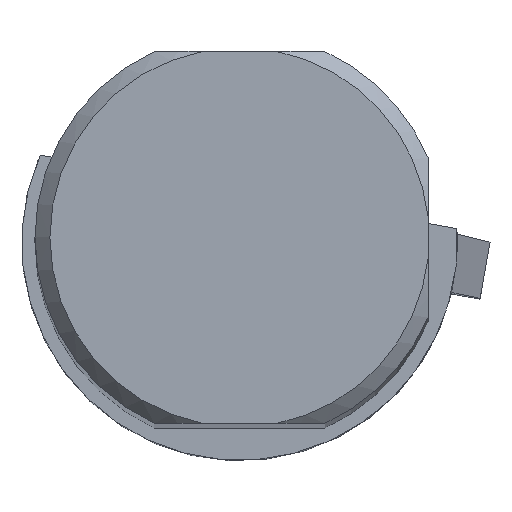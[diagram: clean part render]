
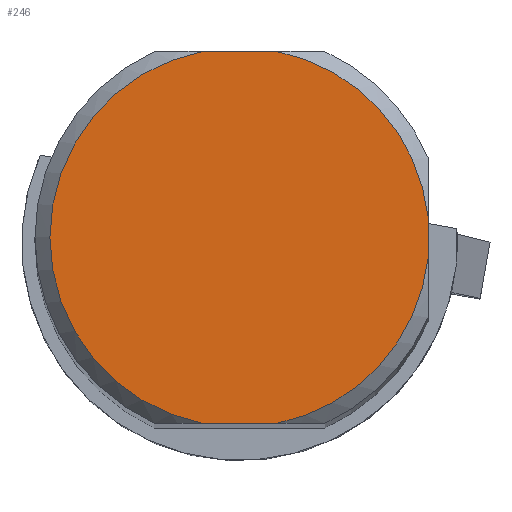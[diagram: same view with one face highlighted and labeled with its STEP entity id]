
A CAD part, top view. The second image highlights one B-rep face of the part: STEP entity #246.
In plain terms, the highlighted planar face has unit normal (0, 0, 1).
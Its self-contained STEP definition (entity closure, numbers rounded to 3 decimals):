
#74=PLANE('',#868);
#102=LINE('',#1211,#173);
#103=LINE('',#1213,#174);
#104=LINE('',#1214,#175);
#173=VECTOR('',#960,1.);
#174=VECTOR('',#961,1.);
#175=VECTOR('',#962,1.);
#246=ADVANCED_FACE('',(#294),#74,.F.);
#294=FACE_OUTER_BOUND('',#338,.T.);
#338=EDGE_LOOP('',(#396,#397,#398,#399,#400,#401));
#396=ORIENTED_EDGE('',*,*,#700,.T.);
#397=ORIENTED_EDGE('',*,*,#698,.T.);
#398=ORIENTED_EDGE('',*,*,#701,.T.);
#399=ORIENTED_EDGE('',*,*,#694,.T.);
#400=ORIENTED_EDGE('',*,*,#702,.T.);
#401=ORIENTED_EDGE('',*,*,#703,.T.);
#618=VERTEX_POINT('',#1188);
#619=VERTEX_POINT('',#1190);
#622=VERTEX_POINT('',#1203);
#623=VERTEX_POINT('',#1205);
#624=VERTEX_POINT('',#1212);
#625=VERTEX_POINT('',#1215);
#694=EDGE_CURVE('',#619,#618,#807,.T.);
#698=EDGE_CURVE('',#623,#622,#809,.T.);
#700=EDGE_CURVE('',#624,#623,#102,.T.);
#701=EDGE_CURVE('',#622,#619,#103,.T.);
#702=EDGE_CURVE('',#618,#625,#104,.T.);
#703=EDGE_CURVE('',#625,#624,#810,.T.);
#807=CIRCLE('',#862,20.6);
#809=CIRCLE('',#865,20.6);
#810=CIRCLE('',#867,20.6);
#862=AXIS2_PLACEMENT_3D('',#1189,#950,#951);
#865=AXIS2_PLACEMENT_3D('',#1204,#956,#957);
#867=AXIS2_PLACEMENT_3D('',#1216,#963,#964);
#868=AXIS2_PLACEMENT_3D('',#1217,#965,#966);
#950=DIRECTION('',(0.,0.,1.));
#951=DIRECTION('',(0.,-1.,0.));
#956=DIRECTION('',(0.,0.,1.));
#957=DIRECTION('',(0.,-1.,0.));
#960=DIRECTION('',(1.,0.,0.));
#961=DIRECTION('',(0.,1.,0.));
#962=DIRECTION('',(-1.,0.,0.));
#963=DIRECTION('',(0.,0.,1.));
#964=DIRECTION('',(0.,-1.,0.));
#965=DIRECTION('',(0.,0.,-1.));
#966=DIRECTION('',(0.,1.,0.));
#1188=CARTESIAN_POINT('',(4.04,20.2,284.4));
#1189=CARTESIAN_POINT('',(0.,0.,284.4));
#1190=CARTESIAN_POINT('',(20.475,2.266,284.4));
#1203=CARTESIAN_POINT('',(20.475,-2.266,284.4));
#1204=CARTESIAN_POINT('',(0.,0.,284.4));
#1205=CARTESIAN_POINT('',(4.04,-20.2,284.4));
#1211=CARTESIAN_POINT('',(-29.525,-20.2,284.4));
#1212=CARTESIAN_POINT('',(-4.04,-20.2,284.4));
#1213=CARTESIAN_POINT('',(20.475,-20.2,284.4));
#1214=CARTESIAN_POINT('',(20.475,20.2,284.4));
#1215=CARTESIAN_POINT('',(-4.04,20.2,284.4));
#1216=CARTESIAN_POINT('',(0.,0.,284.4));
#1217=CARTESIAN_POINT('',(0.,0.,284.4));
